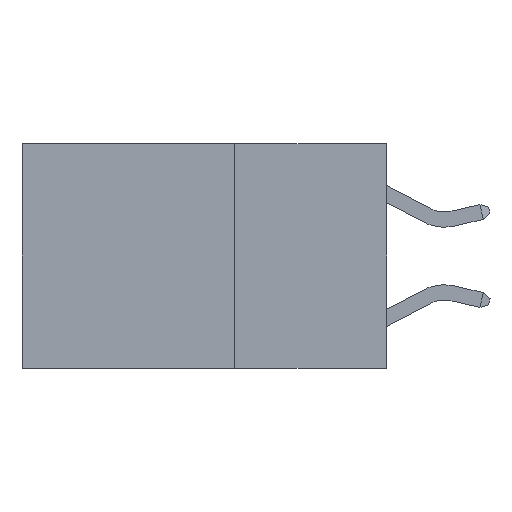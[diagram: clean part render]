
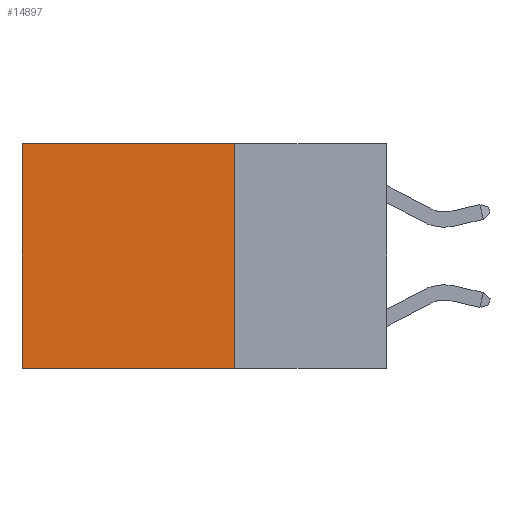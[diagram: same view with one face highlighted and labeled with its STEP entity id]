
A CAD part, left-side view. The second image highlights one B-rep face of the part: STEP entity #14897.
In plain terms, the highlighted planar face has unit normal (-1, 0, 0).
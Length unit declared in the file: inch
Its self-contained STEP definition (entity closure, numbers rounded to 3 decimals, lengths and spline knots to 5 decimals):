
#670 = CARTESIAN_POINT ( 'NONE',  ( 0.2625, 0.25, 0. ) ) ;
#969 = DIRECTION ( 'NONE',  ( 0., 1., 0. ) ) ;
#980 = DIRECTION ( 'NONE',  ( 0., 0., -1. ) ) ;
#1141 = CARTESIAN_POINT ( 'NONE',  ( 0.2625, 0.25, 0. ) ) ;
#1624 = EDGE_CURVE ( 'NONE', #17169, #19235, #7707, .T. ) ;
#2111 = LINE ( 'NONE', #11914, #20143 ) ;
#2323 = PLANE ( 'NONE',  #9645 ) ;
#2679 = DIRECTION ( 'NONE',  ( 0., 0., -1. ) ) ;
#4568 = DIRECTION ( 'NONE',  ( 0., 0., -1. ) ) ;
#6705 = EDGE_CURVE ( 'NONE', #19235, #9678, #2111, .T. ) ;
#6961 = ORIENTED_EDGE ( 'NONE', *, *, #11136, .T. ) ;
#7034 = DIRECTION ( 'NONE',  ( 0., 1., 0. ) ) ;
#7237 = ORIENTED_EDGE ( 'NONE', *, *, #1624, .F. ) ;
#7551 = FACE_OUTER_BOUND ( 'NONE', #9153, .T. ) ;
#7707 = LINE ( 'NONE', #14067, #14577 ) ;
#8445 = CARTESIAN_POINT ( 'NONE',  ( 0.2625, 0.6, 0. ) ) ;
#8497 = VECTOR ( 'NONE', #7034, 39.37008 ) ;
#9153 = EDGE_LOOP ( 'NONE', ( #6961, #9452, #7237, #20003 ) ) ;
#9452 = ORIENTED_EDGE ( 'NONE', *, *, #6705, .F. ) ;
#9645 = AXIS2_PLACEMENT_3D ( 'NONE', #15160, #16630, #980 ) ;
#9678 = VERTEX_POINT ( 'NONE', #11968 ) ;
#11136 = EDGE_CURVE ( 'NONE', #17860, #9678, #16983, .T. ) ;
#11914 = CARTESIAN_POINT ( 'NONE',  ( 0.2625, 0.25, -0.37 ) ) ;
#11968 = CARTESIAN_POINT ( 'NONE',  ( 0.2625, 0.6, -0.37 ) ) ;
#12359 = VECTOR ( 'NONE', #2679, 39.37008 ) ;
#14067 = CARTESIAN_POINT ( 'NONE',  ( 0.2625, 0.25, 0. ) ) ;
#14577 = VECTOR ( 'NONE', #4568, 39.37008 ) ;
#14897 = ADVANCED_FACE ( 'NONE', ( #7551 ), #2323, .F. ) ;
#14959 = LINE ( 'NONE', #670, #8497 ) ;
#15160 = CARTESIAN_POINT ( 'NONE',  ( 0.2625, 0.25, 0. ) ) ;
#15517 = CARTESIAN_POINT ( 'NONE',  ( 0.2625, 0.6, 0. ) ) ;
#16630 = DIRECTION ( 'NONE',  ( 1., 0., 0. ) ) ;
#16983 = LINE ( 'NONE', #15517, #12359 ) ;
#17169 = VERTEX_POINT ( 'NONE', #1141 ) ;
#17860 = VERTEX_POINT ( 'NONE', #8445 ) ;
#18405 = EDGE_CURVE ( 'NONE', #17169, #17860, #14959, .T. ) ;
#19235 = VERTEX_POINT ( 'NONE', #19372 ) ;
#19372 = CARTESIAN_POINT ( 'NONE',  ( 0.2625, 0.25, -0.37 ) ) ;
#20003 = ORIENTED_EDGE ( 'NONE', *, *, #18405, .T. ) ;
#20143 = VECTOR ( 'NONE', #969, 39.37008 ) ;
